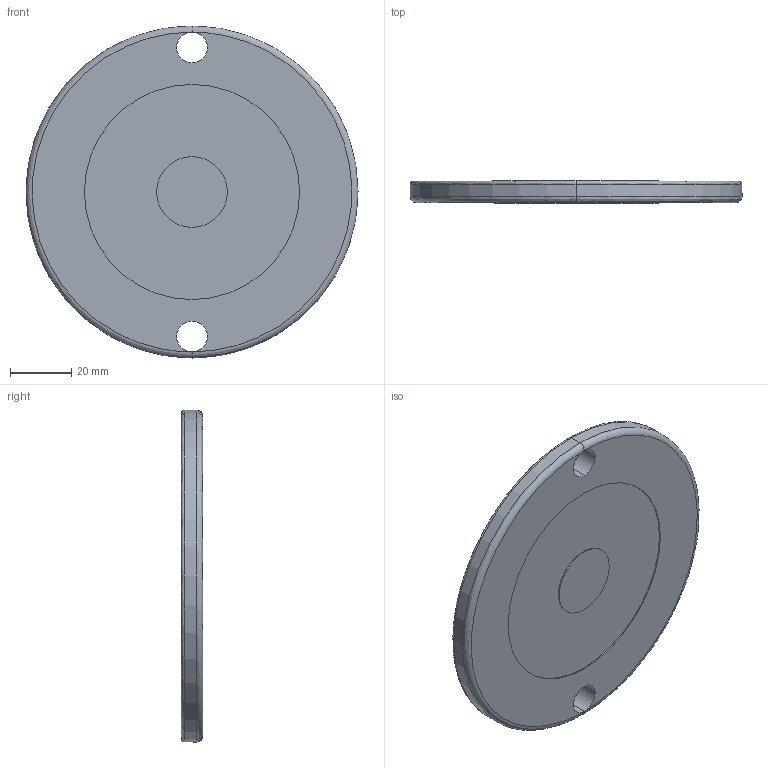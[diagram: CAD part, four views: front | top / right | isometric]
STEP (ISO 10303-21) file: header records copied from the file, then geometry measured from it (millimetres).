
FILE_DESCRIPTION (( 'STEP AP214' ), '1' );
FILE_NAME ('7410235', '2019-01-30T09:30:03', ( '' ), ('JUGARD+KÜNSTNER GmbH'), 'SwSTEP 2.0', 'SolidWorks 2017', '' );
FILE_SCHEMA (( 'AUTOMOTIVE_DESIGN' ));
Length unit declared in the file: millimetre
Products named in the file (1): 7410235
Bounding box: 108 x 7 x 108 mm (x, y, z)
Volume: 60423.5 mm3; surface area: 20730 mm2
Topology: 1 solids, 1 shells, 23 faces, 56 edges, 33 vertices
Faces by surface type: cylinder 12, bspline 6, plane 5
Entity records: 1569 total; most frequent: CARTESIAN_POINT 857, DIRECTION 108, ORIENTED_EDGE 96, EDGE_CURVE 48, AXIS2_PLACEMENT_3D 48, CIRCLE 30, VERTEX_POINT 29, EDGE_LOOP 29
